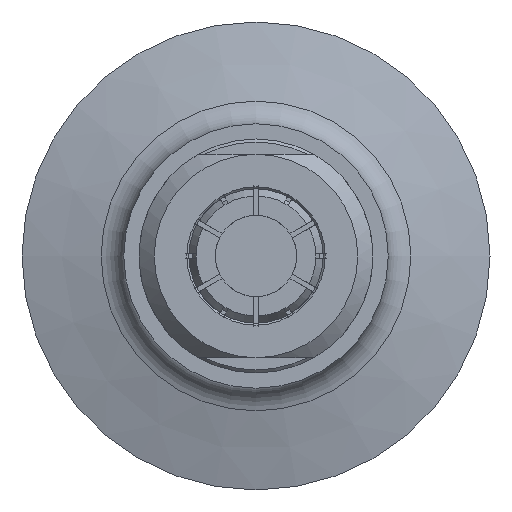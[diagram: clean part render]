
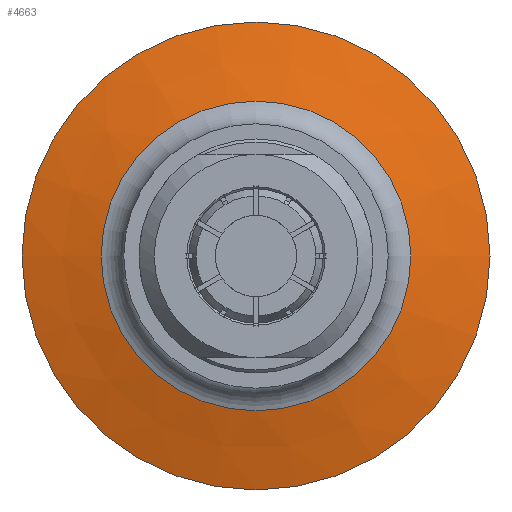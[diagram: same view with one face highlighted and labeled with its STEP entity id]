
A CAD part, left-side view. The second image highlights one B-rep face of the part: STEP entity #4663.
In plain terms, the highlighted conical face has half-angle 75 degrees and reference radius 18 mm.
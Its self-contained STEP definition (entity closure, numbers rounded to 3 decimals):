
#126=CONICAL_SURFACE('',#5022,18.,1.309);
#790=LINE('',#7571,#1181);
#1181=VECTOR('',#6055,18.);
#1378=FACE_OUTER_BOUND('',#1633,.T.);
#1633=EDGE_LOOP('',(#3900,#3901,#3902,#3903,#3904));
#1813=CIRCLE('',#5017,15.224);
#1814=CIRCLE('',#5018,15.224);
#1817=CIRCLE('',#5023,23.);
#2256=VERTEX_POINT('',#7558);
#2257=VERTEX_POINT('',#7560);
#2259=VERTEX_POINT('',#7569);
#2836=EDGE_CURVE('',#2256,#2257,#1813,.T.);
#2837=EDGE_CURVE('',#2257,#2256,#1814,.T.);
#2841=EDGE_CURVE('',#2259,#2259,#1817,.T.);
#2842=EDGE_CURVE('',#2259,#2257,#790,.T.);
#3900=ORIENTED_EDGE('',*,*,#2841,.F.);
#3901=ORIENTED_EDGE('',*,*,#2842,.T.);
#3902=ORIENTED_EDGE('',*,*,#2836,.F.);
#3903=ORIENTED_EDGE('',*,*,#2837,.F.);
#3904=ORIENTED_EDGE('',*,*,#2842,.F.);
#4663=ADVANCED_FACE('',(#1378),#126,.T.);
#5017=AXIS2_PLACEMENT_3D('',#7561,#6040,#6041);
#5018=AXIS2_PLACEMENT_3D('',#7562,#6042,#6043);
#5022=AXIS2_PLACEMENT_3D('',#7568,#6051,#6052);
#5023=AXIS2_PLACEMENT_3D('',#7570,#6053,#6054);
#6040=DIRECTION('center_axis',(-1.,0.,0.));
#6041=DIRECTION('ref_axis',(0.,-1.,0.));
#6042=DIRECTION('center_axis',(-1.,0.,0.));
#6043=DIRECTION('ref_axis',(0.,-1.,0.));
#6051=DIRECTION('center_axis',(1.,0.,0.));
#6052=DIRECTION('ref_axis',(0.,1.,0.));
#6053=DIRECTION('center_axis',(1.,0.,0.));
#6054=DIRECTION('ref_axis',(0.,1.,0.));
#6055=DIRECTION('',(-0.259,0.966,0.));
#7558=CARTESIAN_POINT('',(-40.184,0.,15.224));
#7560=CARTESIAN_POINT('',(-40.184,-15.224,0.));
#7561=CARTESIAN_POINT('Origin',(-40.184,0.,
0.));
#7562=CARTESIAN_POINT('Origin',(-40.184,0.,
0.));
#7568=CARTESIAN_POINT('Origin',(-39.44,0.,
0.));
#7569=CARTESIAN_POINT('',(-38.1,-23.,0.));
#7570=CARTESIAN_POINT('Origin',(-38.1,0.,0.));
#7571=CARTESIAN_POINT('',(-39.44,-18.,0.));
